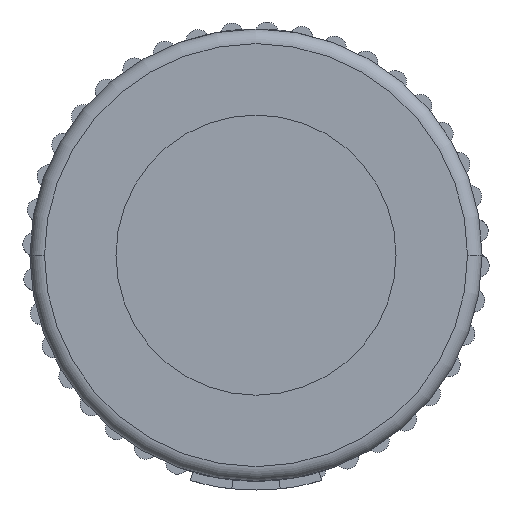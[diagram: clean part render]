
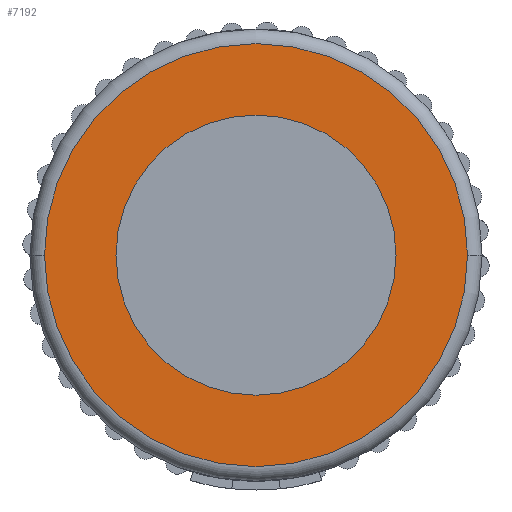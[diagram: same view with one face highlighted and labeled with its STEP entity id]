
A CAD part, front view. The second image highlights one B-rep face of the part: STEP entity #7192.
In plain terms, the highlighted planar face has unit normal (0, -1, 0).
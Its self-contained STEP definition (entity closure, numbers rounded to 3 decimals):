
#1307=CARTESIAN_POINT('',(0.,-32.2,0.));
#1308=DIRECTION('',(0.,1.,0.));
#1309=DIRECTION('',(-1.,0.,0.));
#1310=AXIS2_PLACEMENT_3D('',#1307,#1308,#1309);
#1312=CARTESIAN_POINT('',(0.,-32.2,0.));
#1313=DIRECTION('',(0.,1.,0.));
#1314=DIRECTION('',(1.,0.,0.));
#1315=AXIS2_PLACEMENT_3D('',#1312,#1313,#1314);
#1317=CARTESIAN_POINT('',(0.,-32.2,0.));
#1318=DIRECTION('',(0.,-1.,0.));
#1319=DIRECTION('',(-1.,0.,0.));
#1320=AXIS2_PLACEMENT_3D('',#1317,#1318,#1319);
#1322=CARTESIAN_POINT('',(0.,-32.2,0.));
#1323=DIRECTION('',(0.,-1.,0.));
#1324=DIRECTION('',(1.,0.,0.));
#1325=AXIS2_PLACEMENT_3D('',#1322,#1323,#1324);
#4788=CARTESIAN_POINT('',(7.25,-32.2,0.));
#4789=VERTEX_POINT('',#4788);
#4790=CARTESIAN_POINT('',(-7.25,-32.2,0.));
#4791=VERTEX_POINT('',#4790);
#4792=CARTESIAN_POINT('',(-4.8,-32.2,0.));
#4793=CARTESIAN_POINT('',(4.8,-32.2,0.));
#4794=VERTEX_POINT('',#4792);
#4795=VERTEX_POINT('',#4793);
#7177=CARTESIAN_POINT('',(0.,-32.2,0.));
#7178=DIRECTION('',(0.,-1.,0.));
#7179=DIRECTION('',(1.,0.,0.));
#7180=AXIS2_PLACEMENT_3D('',#7177,#7178,#7179);
#7181=PLANE('',#7180);
#7182=ORIENTED_EDGE('',*,*,#7157,.T.);
#7183=ORIENTED_EDGE('',*,*,#7170,.T.);
#7184=EDGE_LOOP('',(#7182,#7183));
#7185=FACE_OUTER_BOUND('',#7184,.F.);
#7187=ORIENTED_EDGE('',*,*,#7186,.T.);
#7189=ORIENTED_EDGE('',*,*,#7188,.T.);
#7190=EDGE_LOOP('',(#7187,#7189));
#7191=FACE_BOUND('',#7190,.F.);
#7192=ADVANCED_FACE('',(#7185,#7191),#7181,.T.);
#1311=CIRCLE('',#1310,7.25);
#1316=CIRCLE('',#1315,7.25);
#1321=CIRCLE('',#1320,4.8);
#1326=CIRCLE('',#1325,4.8);
#7157=EDGE_CURVE('',#4791,#4789,#1311,.T.);
#7170=EDGE_CURVE('',#4789,#4791,#1316,.T.);
#7186=EDGE_CURVE('',#4794,#4795,#1321,.T.);
#7188=EDGE_CURVE('',#4795,#4794,#1326,.T.);
